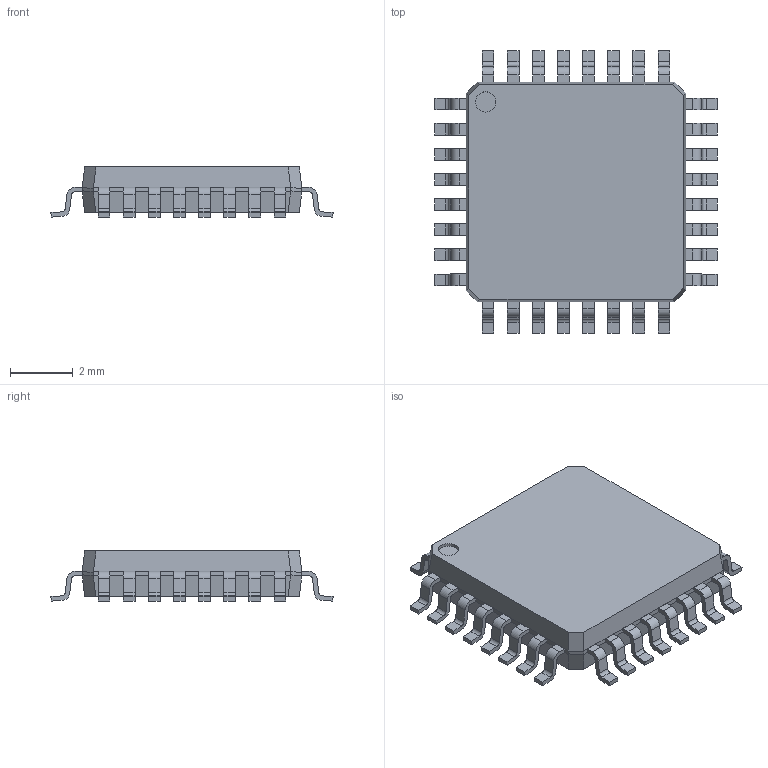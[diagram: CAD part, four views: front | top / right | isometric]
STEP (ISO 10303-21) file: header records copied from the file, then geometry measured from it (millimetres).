
FILE_DESCRIPTION(/* description */ (''),/* implementation_level */ '2;1');
FILE_NAME(/* name */ '32-LQFP.step',/* time_stamp */ '2021-08-14T15:31:44+08:00',/* author */ (''),/* organization */ (''),/* preprocessor_version */ 'ST-DEVELOPER v18.1',/* originating_system */ 'Autodesk Translation Framework v10.9.0.1377',/* authorisation */ '');
FILE_SCHEMA (('AUTOMOTIVE_DESIGN { 1 0 10303 214 3 1 1 }'));
Length unit declared in the file: millimetre
Products named in the file (1): (Unsaved)
Bounding box: 9 x 9 x 1.6 mm (x, y, z)
Volume: 71.9 mm3; surface area: 187.6 mm2
Topology: 33 solids, 33 shells, 476 faces, 1227 edges, 818 vertices
Faces by surface type: plane 347, cylinder 129
Full cylindrical faces by diameter (mm): 0.647 x1
Entity records: 14900 total; most frequent: CARTESIAN_POINT 2522, ORIENTED_EDGE 2454, DIRECTION 2439, EDGE_CURVE 1227, LINE 969, VECTOR 969, VERTEX_POINT 818, AXIS2_PLACEMENT_3D 735
